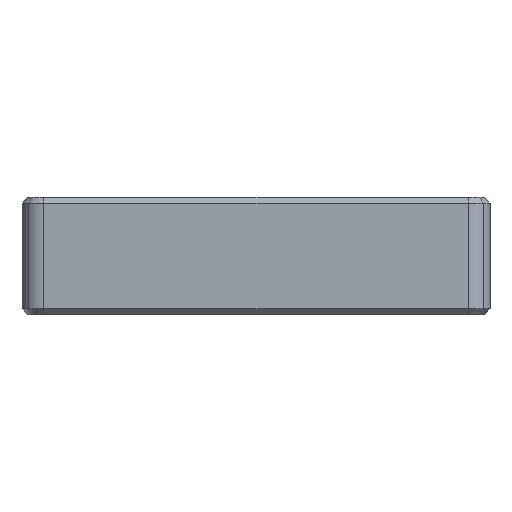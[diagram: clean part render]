
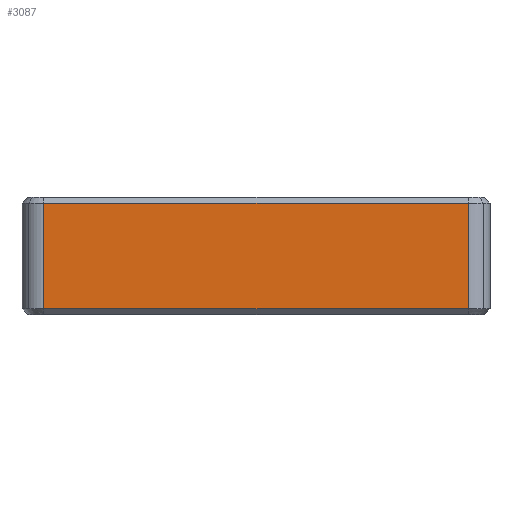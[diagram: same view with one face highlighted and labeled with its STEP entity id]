
A CAD part, left-side view. The second image highlights one B-rep face of the part: STEP entity #3087.
In plain terms, the highlighted planar face has unit normal (-1, 0, 0).
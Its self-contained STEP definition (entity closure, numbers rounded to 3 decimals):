
#75 = PLANE ( 'NONE',  #120 ) ;
#120 = AXIS2_PLACEMENT_3D ( 'NONE', #4419, #401, #2269 ) ;
#386 = ORIENTED_EDGE ( 'NONE', *, *, #942, .T. ) ;
#401 = DIRECTION ( 'NONE',  ( -1., 0., 0. ) ) ;
#809 = CARTESIAN_POINT ( 'NONE',  ( 84.92, 95.928, -189.458 ) ) ;
#821 = CARTESIAN_POINT ( 'NONE',  ( 84.92, 124.916, -185.643 ) ) ;
#942 = EDGE_CURVE ( 'NONE', #1241, #4088, #4326, .T. ) ;
#1009 = LINE ( 'NONE', #2451, #1501 ) ;
#1241 = VERTEX_POINT ( 'NONE', #4016 ) ;
#1323 = CARTESIAN_POINT ( 'NONE',  ( 84.92, 95.928, -182.258 ) ) ;
#1439 = VECTOR ( 'NONE', #2165, 1000. ) ;
#1501 = VECTOR ( 'NONE', #3160, 1000. ) ;
#1520 = FACE_OUTER_BOUND ( 'NONE', #1683, .T. ) ;
#1637 = ORIENTED_EDGE ( 'NONE', *, *, #4433, .F. ) ;
#1683 = EDGE_LOOP ( 'NONE', ( #386, #4451, #1637, #2359 ) ) ;
#1924 = VECTOR ( 'NONE', #3839, 1000. ) ;
#2165 = DIRECTION ( 'NONE',  ( 0., 0., -1. ) ) ;
#2269 = DIRECTION ( 'NONE',  ( 0., 0., 1. ) ) ;
#2359 = ORIENTED_EDGE ( 'NONE', *, *, #3921, .F. ) ;
#2418 = LINE ( 'NONE', #2776, #1924 ) ;
#2451 = CARTESIAN_POINT ( 'NONE',  ( 84.92, 95.928, -181.858 ) ) ;
#2608 = VERTEX_POINT ( 'NONE', #1323 ) ;
#2776 = CARTESIAN_POINT ( 'NONE',  ( 84.92, 102.425, -182.258 ) ) ;
#3087 = ADVANCED_FACE ( 'NONE', ( #1520 ), #75, .T. ) ;
#3160 = DIRECTION ( 'NONE',  ( 0., 0., -1. ) ) ;
#3210 = DIRECTION ( 'NONE',  ( 0., -1., 0. ) ) ;
#3557 = VECTOR ( 'NONE', #3210, 1000. ) ;
#3564 = CARTESIAN_POINT ( 'NONE',  ( 84.92, 94.428, -189.458 ) ) ;
#3585 = EDGE_CURVE ( 'NONE', #4088, #4190, #4267, .T. ) ;
#3839 = DIRECTION ( 'NONE',  ( 0., -1., 0. ) ) ;
#3921 = EDGE_CURVE ( 'NONE', #1241, #2608, #2418, .T. ) ;
#4016 = CARTESIAN_POINT ( 'NONE',  ( 84.92, 124.916, -182.258 ) ) ;
#4088 = VERTEX_POINT ( 'NONE', #4622 ) ;
#4190 = VERTEX_POINT ( 'NONE', #809 ) ;
#4267 = LINE ( 'NONE', #3564, #3557 ) ;
#4326 = LINE ( 'NONE', #821, #1439 ) ;
#4419 = CARTESIAN_POINT ( 'NONE',  ( 84.92, 94.428, -181.858 ) ) ;
#4433 = EDGE_CURVE ( 'NONE', #2608, #4190, #1009, .T. ) ;
#4451 = ORIENTED_EDGE ( 'NONE', *, *, #3585, .T. ) ;
#4622 = CARTESIAN_POINT ( 'NONE',  ( 84.92, 124.916, -189.458 ) ) ;
